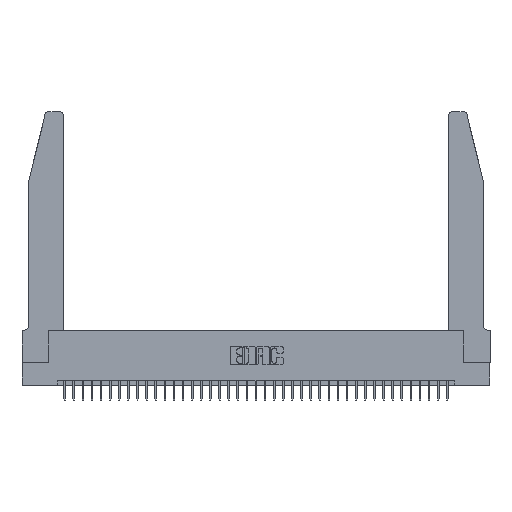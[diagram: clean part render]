
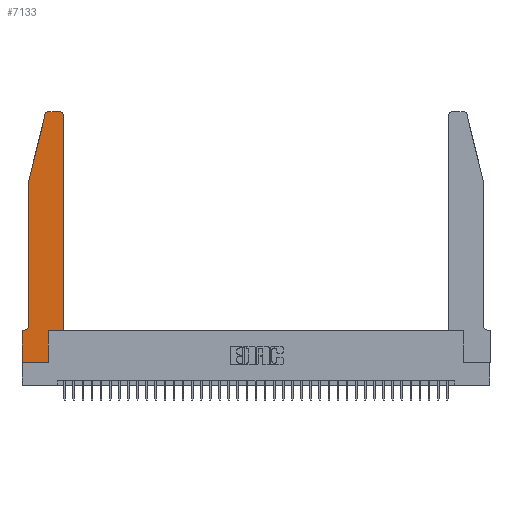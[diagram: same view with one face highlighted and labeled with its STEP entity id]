
A CAD part, top view. The second image highlights one B-rep face of the part: STEP entity #7133.
In plain terms, the highlighted planar face has unit normal (0, 0, 1).
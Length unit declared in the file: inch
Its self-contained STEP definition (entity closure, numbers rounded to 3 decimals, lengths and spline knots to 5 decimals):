
#212 = EDGE_CURVE ( 'NONE', #18997, #9366, #19075, .T. ) ;
#555 = LINE ( 'NONE', #8585, #31302 ) ;
#748 = DIRECTION ( 'NONE',  ( -1., 0., 0. ) ) ;
#2405 = VERTEX_POINT ( 'NONE', #8238 ) ;
#3168 = LINE ( 'NONE', #29890, #25067 ) ;
#3191 = VECTOR ( 'NONE', #31539, 39.37008 ) ;
#3254 = EDGE_CURVE ( 'NONE', #4911, #25420, #3971, .T. ) ;
#3259 = CARTESIAN_POINT ( 'NONE',  ( 0.2605, 2.75, 0.37 ) ) ;
#3553 = ORIENTED_EDGE ( 'NONE', *, *, #24101, .T. ) ;
#3971 = LINE ( 'NONE', #8819, #26749 ) ;
#4014 = EDGE_CURVE ( 'NONE', #6106, #18997, #15284, .T. ) ;
#4267 = ORIENTED_EDGE ( 'NONE', *, *, #34068, .T. ) ;
#4271 = VERTEX_POINT ( 'NONE', #16831 ) ;
#4291 = FACE_OUTER_BOUND ( 'NONE', #9584, .T. ) ;
#4469 = VERTEX_POINT ( 'NONE', #38211 ) ;
#4593 = EDGE_CURVE ( 'NONE', #4271, #6106, #12463, .T. ) ;
#4911 = VERTEX_POINT ( 'NONE', #8119 ) ;
#5485 = LINE ( 'NONE', #20118, #20372 ) ;
#6106 = VERTEX_POINT ( 'NONE', #26325 ) ;
#6999 = CARTESIAN_POINT ( 'NONE',  ( 0.2865, 0., 0.37 ) ) ;
#7133 = ADVANCED_FACE ( 'NONE', ( #4291 ), #19416, .T. ) ;
#7467 = CARTESIAN_POINT ( 'NONE',  ( 0., 0., 0.37 ) ) ;
#8119 = CARTESIAN_POINT ( 'NONE',  ( 0., 0., 0.37 ) ) ;
#8238 = CARTESIAN_POINT ( 'NONE',  ( 0.25487, 2.72718, 0.37 ) ) ;
#8585 = CARTESIAN_POINT ( 'NONE',  ( 0.0755, 2., 0.37 ) ) ;
#8610 = CARTESIAN_POINT ( 'NONE',  ( 0.284, 2.75, 0.37 ) ) ;
#8819 = CARTESIAN_POINT ( 'NONE',  ( 0., 0., 0.37 ) ) ;
#8979 = LINE ( 'NONE', #3259, #23844 ) ;
#9018 = CARTESIAN_POINT ( 'NONE',  ( 0.4505, 0.35, 0.37 ) ) ;
#9295 = DIRECTION ( 'NONE',  ( -1., 0., 0. ) ) ;
#9366 = VERTEX_POINT ( 'NONE', #23829 ) ;
#9584 = EDGE_LOOP ( 'NONE', ( #22710, #13441, #4267, #18756, #27450, #25296, #3553, #21412, #10245, #22549, #24445, #28015 ) ) ;
#9939 = DIRECTION ( 'NONE',  ( 0., 0., 1. ) ) ;
#9941 = CARTESIAN_POINT ( 'NONE',  ( 0.4505, 2.72, 0.37 ) ) ;
#10245 = ORIENTED_EDGE ( 'NONE', *, *, #30357, .T. ) ;
#10464 = DIRECTION ( 'NONE',  ( 0., -1., 0. ) ) ;
#10580 = DIRECTION ( 'NONE',  ( 0., 0., 1. ) ) ;
#10606 = VECTOR ( 'NONE', #15938, 39.37008 ) ;
#10924 = AXIS2_PLACEMENT_3D ( 'NONE', #36344, #18679, #748 ) ;
#11013 = CIRCLE ( 'NONE', #11780, 0.03 ) ;
#11106 = EDGE_CURVE ( 'NONE', #27153, #32860, #26521, .T. ) ;
#11780 = AXIS2_PLACEMENT_3D ( 'NONE', #27701, #9939, #30676 ) ;
#12013 = DIRECTION ( 'NONE',  ( 0., 1., 0. ) ) ;
#12463 = LINE ( 'NONE', #30698, #10606 ) ;
#12622 = CARTESIAN_POINT ( 'NONE',  ( 0.284, 2.72, 0.37 ) ) ;
#13441 = ORIENTED_EDGE ( 'NONE', *, *, #20674, .T. ) ;
#14244 = LINE ( 'NONE', #7467, #28184 ) ;
#14539 = VERTEX_POINT ( 'NONE', #8610 ) ;
#15284 = CIRCLE ( 'NONE', #10924, 0.07 ) ;
#15618 = DIRECTION ( 'NONE',  ( 1., 0., 0. ) ) ;
#15938 = DIRECTION ( 'NONE',  ( 0., -1., 0. ) ) ;
#16831 = CARTESIAN_POINT ( 'NONE',  ( 0.0755, 2., 0.37 ) ) ;
#17729 = VECTOR ( 'NONE', #12013, 39.37008 ) ;
#17799 = DIRECTION ( 'NONE',  ( 1., 0., 0. ) ) ;
#17841 = VERTEX_POINT ( 'NONE', #33526 ) ;
#18115 = DIRECTION ( 'NONE',  ( 0., 1., 0. ) ) ;
#18679 = DIRECTION ( 'NONE',  ( 0., 0., -1. ) ) ;
#18756 = ORIENTED_EDGE ( 'NONE', *, *, #4593, .T. ) ;
#18997 = VERTEX_POINT ( 'NONE', #31912 ) ;
#19075 = LINE ( 'NONE', #30589, #3191 ) ;
#19416 = PLANE ( 'NONE',  #36721 ) ;
#19862 = EDGE_CURVE ( 'NONE', #17841, #14539, #8979, .T. ) ;
#20118 = CARTESIAN_POINT ( 'NONE',  ( 0.4505, 0.35, 0.37 ) ) ;
#20372 = VECTOR ( 'NONE', #23098, 39.37008 ) ;
#20674 = EDGE_CURVE ( 'NONE', #14539, #2405, #28439, .T. ) ;
#21412 = ORIENTED_EDGE ( 'NONE', *, *, #3254, .T. ) ;
#22549 = ORIENTED_EDGE ( 'NONE', *, *, #29513, .T. ) ;
#22710 = ORIENTED_EDGE ( 'NONE', *, *, #19862, .T. ) ;
#23098 = DIRECTION ( 'NONE',  ( 1., 0., 0. ) ) ;
#23829 = CARTESIAN_POINT ( 'NONE',  ( 0., 0.35, 0.37 ) ) ;
#23844 = VECTOR ( 'NONE', #9295, 39.37008 ) ;
#24013 = EDGE_CURVE ( 'NONE', #32860, #17841, #11013, .T. ) ;
#24101 = EDGE_CURVE ( 'NONE', #9366, #4911, #14244, .T. ) ;
#24445 = ORIENTED_EDGE ( 'NONE', *, *, #11106, .T. ) ;
#25067 = VECTOR ( 'NONE', #18115, 39.37008 ) ;
#25296 = ORIENTED_EDGE ( 'NONE', *, *, #212, .T. ) ;
#25420 = VERTEX_POINT ( 'NONE', #6999 ) ;
#26325 = CARTESIAN_POINT ( 'NONE',  ( 0.0755, 0.42, 0.37 ) ) ;
#26521 = LINE ( 'NONE', #9018, #17729 ) ;
#26749 = VECTOR ( 'NONE', #17799, 39.37008 ) ;
#27153 = VERTEX_POINT ( 'NONE', #32935 ) ;
#27450 = ORIENTED_EDGE ( 'NONE', *, *, #4014, .T. ) ;
#27701 = CARTESIAN_POINT ( 'NONE',  ( 0.4205, 2.72, 0.37 ) ) ;
#28015 = ORIENTED_EDGE ( 'NONE', *, *, #24013, .T. ) ;
#28184 = VECTOR ( 'NONE', #10464, 39.37008 ) ;
#28439 = CIRCLE ( 'NONE', #36463, 0.03 ) ;
#29513 = EDGE_CURVE ( 'NONE', #4469, #27153, #5485, .T. ) ;
#29890 = CARTESIAN_POINT ( 'NONE',  ( 0.2865, 0.35, 0.37 ) ) ;
#30357 = EDGE_CURVE ( 'NONE', #25420, #4469, #3168, .T. ) ;
#30589 = CARTESIAN_POINT ( 'NONE',  ( 0.0755, 0.35, 0.37 ) ) ;
#30676 = DIRECTION ( 'NONE',  ( 1., 0., 0. ) ) ;
#30698 = CARTESIAN_POINT ( 'NONE',  ( 0.0755, 2., 0.37 ) ) ;
#31292 = DIRECTION ( 'NONE',  ( 1., 0., 0. ) ) ;
#31302 = VECTOR ( 'NONE', #35245, 39.37008 ) ;
#31539 = DIRECTION ( 'NONE',  ( -1., 0., 0. ) ) ;
#31912 = CARTESIAN_POINT ( 'NONE',  ( 0.0055, 0.35, 0.37 ) ) ;
#32860 = VERTEX_POINT ( 'NONE', #9941 ) ;
#32935 = CARTESIAN_POINT ( 'NONE',  ( 0.4505, 0.35, 0.37 ) ) ;
#33335 = DIRECTION ( 'NONE',  ( 0., 0., 1. ) ) ;
#33526 = CARTESIAN_POINT ( 'NONE',  ( 0.4205, 2.75, 0.37 ) ) ;
#34068 = EDGE_CURVE ( 'NONE', #2405, #4271, #555, .T. ) ;
#35245 = DIRECTION ( 'NONE',  ( -0.239, -0.971, 0. ) ) ;
#36344 = CARTESIAN_POINT ( 'NONE',  ( 0.0055, 0.42, 0.37 ) ) ;
#36463 = AXIS2_PLACEMENT_3D ( 'NONE', #12622, #33335, #15618 ) ;
#36721 = AXIS2_PLACEMENT_3D ( 'NONE', #37038, #10580, #31292 ) ;
#37038 = CARTESIAN_POINT ( 'NONE',  ( 0., 0.35, 0.37 ) ) ;
#38211 = CARTESIAN_POINT ( 'NONE',  ( 0.2865, 0.35, 0.37 ) ) ;
